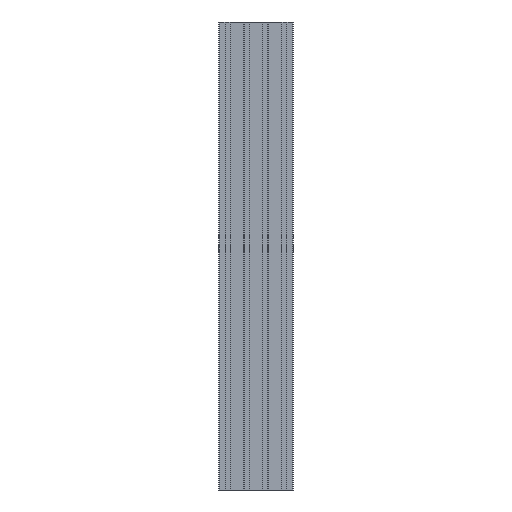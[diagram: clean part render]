
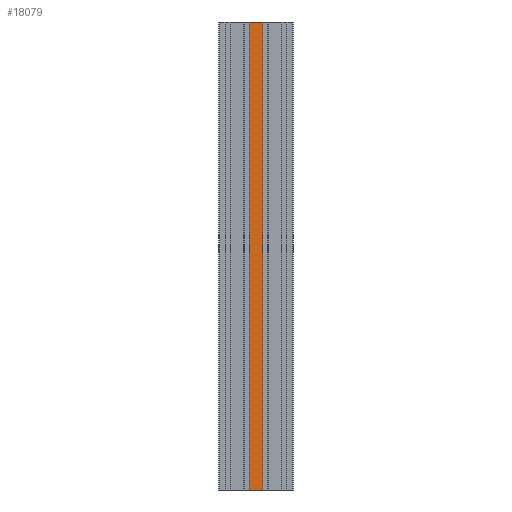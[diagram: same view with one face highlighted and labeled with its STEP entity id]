
A CAD part, front view. The second image highlights one B-rep face of the part: STEP entity #18079.
In plain terms, the highlighted planar face has unit normal (0, -1, 0).
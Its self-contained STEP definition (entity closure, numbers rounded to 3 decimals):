
#122 = EDGE_CURVE ( 'NONE', #10828, #10827, #13775, .T. ) ;
#1077 = VERTEX_POINT ( 'NONE', #15478 ) ;
#1078 = VERTEX_POINT ( 'NONE', #15479 ) ;
#1346 = EDGE_CURVE ( 'NONE', #1078, #10827, #15137, .T. ) ;
#1347 = EDGE_CURVE ( 'NONE', #1077, #10828, #15139, .T. ) ;
#1538 = EDGE_CURVE ( 'NONE', #1077, #1078, #17036, .T. ) ;
#3933 = CARTESIAN_POINT ( 'NONE',  ( 95.47, 25.98, 0. ) ) ;
#3934 = CARTESIAN_POINT ( 'NONE',  ( 67.67, 25.98, 0. ) ) ;
#7376 = FACE_OUTER_BOUND ( 'NONE', #16041, .T. ) ;
#9138 = AXIS2_PLACEMENT_3D ( 'NONE', #9526, #9535, #9536 ) ;
#9526 = CARTESIAN_POINT ( 'NONE',  ( 95.47, 25.98, 1000. ) ) ;
#9533 = PLANE ( 'NONE',  #9138 ) ;
#9535 = DIRECTION ( 'NONE',  ( 0., 1., 0. ) ) ;
#9536 = DIRECTION ( 'NONE',  ( 0., 0., 1. ) ) ;
#10827 = VERTEX_POINT ( 'NONE', #3933 ) ;
#10828 = VERTEX_POINT ( 'NONE', #3934 ) ;
#11603 = ORIENTED_EDGE ( 'NONE', *, *, #122, .T. ) ;
#11604 = ORIENTED_EDGE ( 'NONE', *, *, #1346, .F. ) ;
#11605 = ORIENTED_EDGE ( 'NONE', *, *, #1538, .F. ) ;
#11606 = ORIENTED_EDGE ( 'NONE', *, *, #1347, .T. ) ;
#13775 = LINE ( 'NONE', #14260, #13780 ) ;
#13780 = VECTOR ( 'NONE', #14265, 1000. ) ;
#14260 = CARTESIAN_POINT ( 'NONE',  ( 95.47, 25.98, 0. ) ) ;
#14265 = DIRECTION ( 'NONE',  ( 1., 0., 0. ) ) ;
#15137 = LINE ( 'NONE', #15871, #15140 ) ;
#15139 = LINE ( 'NONE', #15873, #15142 ) ;
#15140 = VECTOR ( 'NONE', #15872, 1000. ) ;
#15142 = VECTOR ( 'NONE', #15874, 1000. ) ;
#15478 = CARTESIAN_POINT ( 'NONE',  ( 67.67, 25.98, 1000. ) ) ;
#15479 = CARTESIAN_POINT ( 'NONE',  ( 95.47, 25.98, 1000. ) ) ;
#15871 = CARTESIAN_POINT ( 'NONE',  ( 95.47, 25.98, 1000. ) ) ;
#15872 = DIRECTION ( 'NONE',  ( 0., 0., -1. ) ) ;
#15873 = CARTESIAN_POINT ( 'NONE',  ( 67.67, 25.98, 1000. ) ) ;
#15874 = DIRECTION ( 'NONE',  ( 0., 0., -1. ) ) ;
#16041 = EDGE_LOOP ( 'NONE', ( #11603, #11604, #11605, #11606 ) ) ;
#16924 = CARTESIAN_POINT ( 'NONE',  ( 95.47, 25.98, 1000. ) ) ;
#16925 = DIRECTION ( 'NONE',  ( 1., 0., 0. ) ) ;
#17036 = LINE ( 'NONE', #16924, #17037 ) ;
#17037 = VECTOR ( 'NONE', #16925, 1000. ) ;
#18079 = ADVANCED_FACE ( 'NONE', ( #7376 ), #9533, .F. ) ;
